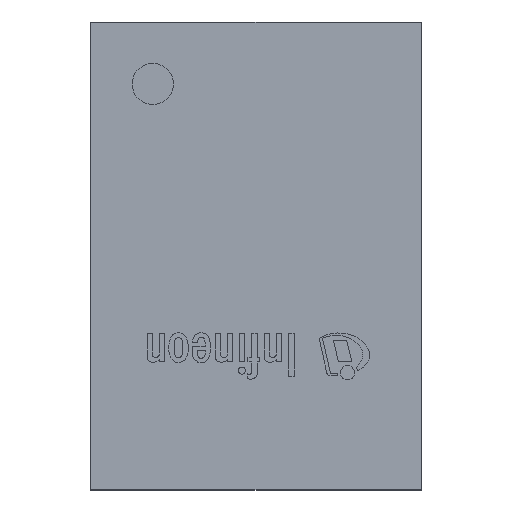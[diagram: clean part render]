
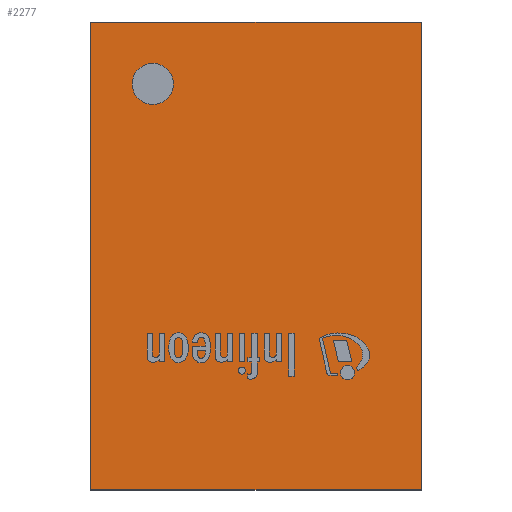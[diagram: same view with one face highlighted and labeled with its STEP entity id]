
A CAD part, top view. The second image highlights one B-rep face of the part: STEP entity #2277.
In plain terms, the highlighted planar face has unit normal (0, 0, 1).
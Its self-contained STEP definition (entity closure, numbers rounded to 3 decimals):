
#245=FACE_BOUND('',#540,.T.);
#256=PLANE('',#2467);
#380=FACE_OUTER_BOUND('',#539,.T.);
#539=EDGE_LOOP('',(#1631,#1632,#1633,#1634));
#540=EDGE_LOOP('',(#1635));
#699=LINE('',#3148,#859);
#702=LINE('',#3154,#862);
#705=LINE('',#3160,#865);
#708=LINE('',#3164,#868);
#859=VECTOR('',#2644,1.);
#862=VECTOR('',#2649,1.);
#865=VECTOR('',#2654,1.);
#868=VECTOR('',#2659,1.);
#1016=CIRCLE('',#2459,0.075);
#1048=VERTEX_POINT('',#3135);
#1052=VERTEX_POINT('',#3145);
#1053=VERTEX_POINT('',#3147);
#1055=VERTEX_POINT('',#3153);
#1057=VERTEX_POINT('',#3159);
#1276=EDGE_CURVE('',#1048,#1048,#1016,.T.);
#1281=EDGE_CURVE('',#1053,#1052,#699,.T.);
#1284=EDGE_CURVE('',#1055,#1053,#702,.T.);
#1287=EDGE_CURVE('',#1057,#1055,#705,.T.);
#1290=EDGE_CURVE('',#1052,#1057,#708,.T.);
#1631=ORIENTED_EDGE('',*,*,#1290,.T.);
#1632=ORIENTED_EDGE('',*,*,#1287,.T.);
#1633=ORIENTED_EDGE('',*,*,#1284,.T.);
#1634=ORIENTED_EDGE('',*,*,#1281,.T.);
#1635=ORIENTED_EDGE('',*,*,#1276,.T.);
#2277=ADVANCED_FACE('',(#380,#245),#256,.T.);
#2459=AXIS2_PLACEMENT_3D('',#3136,#2633,#2634);
#2467=AXIS2_PLACEMENT_3D('',#3166,#2662,#2663);
#2633=DIRECTION('center_axis',(0.,0.,-1.));
#2634=DIRECTION('ref_axis',(0.,1.,0.));
#2644=DIRECTION('',(1.,0.,0.));
#2649=DIRECTION('',(0.,-1.,0.));
#2654=DIRECTION('',(-1.,0.,0.));
#2659=DIRECTION('',(0.,1.,0.));
#2662=DIRECTION('center_axis',(0.,0.,1.));
#2663=DIRECTION('ref_axis',(0.,-1.,0.));
#3135=CARTESIAN_POINT('',(-0.375,0.55,0.597));
#3136=CARTESIAN_POINT('Origin',(-0.375,0.625,0.597));
#3145=CARTESIAN_POINT('',(0.6,-0.85,0.597));
#3147=CARTESIAN_POINT('',(-0.6,-0.85,0.597));
#3148=CARTESIAN_POINT('',(0.6,-0.85,0.597));
#3153=CARTESIAN_POINT('',(-0.6,0.85,0.597));
#3154=CARTESIAN_POINT('',(-0.6,-0.85,0.597));
#3159=CARTESIAN_POINT('',(0.6,0.85,0.597));
#3160=CARTESIAN_POINT('',(-0.6,0.85,0.597));
#3164=CARTESIAN_POINT('',(0.6,0.85,0.597));
#3166=CARTESIAN_POINT('Origin',(0.,0.,0.597));
